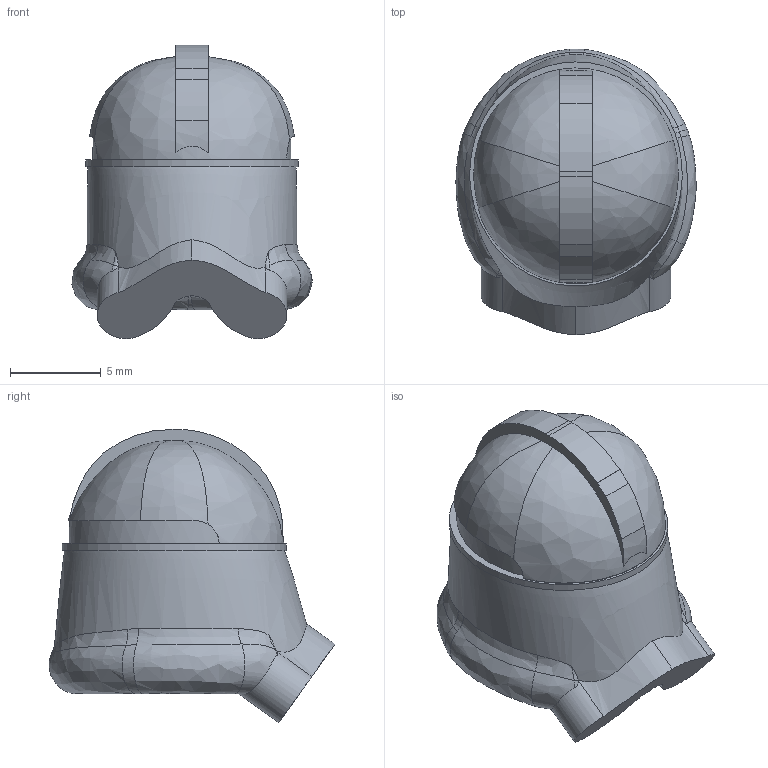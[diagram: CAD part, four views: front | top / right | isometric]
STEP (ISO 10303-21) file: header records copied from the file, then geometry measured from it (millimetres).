
FILE_DESCRIPTION(/* description */ ('STEP AP242','CAx-IF Rec.Pracs.---Representation and Presentation of Product Manufacturing Information (PMI)---4.0---2014-10-13','CAx-IF Rec.Pracs.---3D Tessellated Geometry---0.4---2014-09-14','2;1'),/* implementation_level */ '2;1');
FILE_NAME(/* name */ '667503eb98483144c0734f9e',/* time_stamp */ '2024-06-21T04:39:07Z',/* author */ (''),/* organization */ (''),/* preprocessor_version */ 'ST-DEVELOPER v20',/* originating_system */ ' ',/* authorisation */ ' ');
FILE_SCHEMA (('AP242_MANAGED_MODEL_BASED_3D_ENGINEERING_MIM_LF { 1 0 10303 442 1 1 4 }'));
Length unit declared in the file: metre
Products named in the file (1): p2 clone helm
Bounding box: 13.21 x 15.73 x 16.13 mm (x, y, z)
Volume: 1389.5 mm3; surface area: 810.8 mm2
Topology: 1 solids, 1 shells, 60 faces, 161 edges, 104 vertices
Faces by surface type: bspline 42, plane 13, cylinder 5
Entity records: 4729 total; most frequent: CARTESIAN_POINT 3549, ORIENTED_EDGE 314, EDGE_CURVE 157, B_SPLINE_CURVE_WITH_KNOTS 110, DIRECTION 105, VERTEX_POINT 103, EDGE_LOOP 64, FACE_BOUND 64
